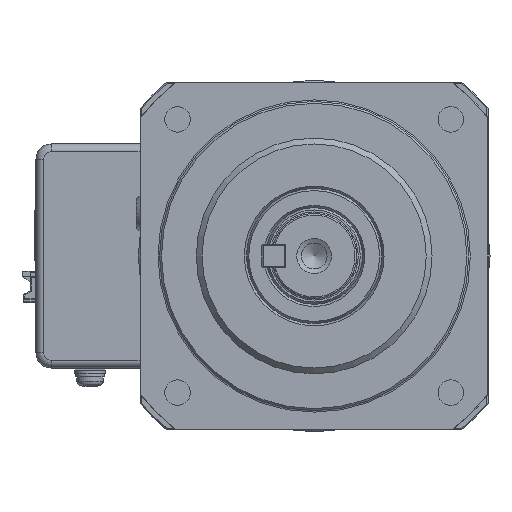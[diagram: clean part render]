
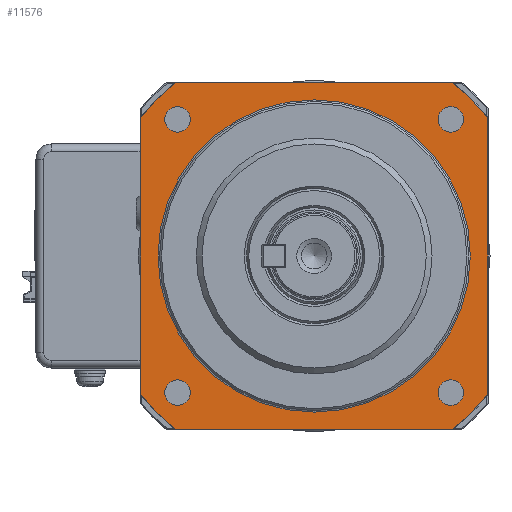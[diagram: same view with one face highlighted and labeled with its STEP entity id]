
A CAD part, left-side view. The second image highlights one B-rep face of the part: STEP entity #11576.
In plain terms, the highlighted face is planar.
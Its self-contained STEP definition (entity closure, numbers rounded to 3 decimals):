
#4047 = FACE_BOUND ( 'NONE', #113257, .T. ) ;
#4749 = CARTESIAN_POINT ( 'NONE',  ( -44.9, 35.76, 0. ) ) ;
#7276 = ORIENTED_EDGE ( 'NONE', *, *, #53880, .T. ) ;
#7544 = CARTESIAN_POINT ( 'NONE',  ( -49.39, -49.39, 0. ) ) ;
#8625 = EDGE_CURVE ( 'NONE', #60801, #60801, #56800, .T. ) ;
#8925 = CARTESIAN_POINT ( 'NONE',  ( 35.76, 44.9, 0. ) ) ;
#9054 = AXIS2_PLACEMENT_3D ( 'NONE', #174704, #65262, #160877 ) ;
#9811 = LINE ( 'NONE', #158259, #173457 ) ;
#10415 = FACE_OUTER_BOUND ( 'NONE', #159968, .T. ) ;
#11576 = ADVANCED_FACE ( 'NONE', ( #4047, #10415, #25548, #38469, #124396, #105051 ), #171198, .T. ) ;
#12229 = VERTEX_POINT ( 'NONE', #103467 ) ;
#18513 = DIRECTION ( 'NONE',  ( 1., 0., 0. ) ) ;
#21388 = ORIENTED_EDGE ( 'NONE', *, *, #142531, .F. ) ;
#22123 = DIRECTION ( 'NONE',  ( 1., 0., 0. ) ) ;
#24423 = DIRECTION ( 'NONE',  ( 0., 0., 1. ) ) ;
#25548 = FACE_BOUND ( 'NONE', #126513, .T. ) ;
#26189 = VECTOR ( 'NONE', #107039, 1000. ) ;
#30053 = CARTESIAN_POINT ( 'NONE',  ( 35.76, -44.9, 0. ) ) ;
#32066 = LINE ( 'NONE', #72621, #137375 ) ;
#32208 = VECTOR ( 'NONE', #51846, 1000. ) ;
#34129 = VERTEX_POINT ( 'NONE', #4749 ) ;
#35070 = DIRECTION ( 'NONE',  ( 0., 0., 1. ) ) ;
#35348 = CIRCLE ( 'NONE', #59193, 57.4 ) ;
#38469 = FACE_BOUND ( 'NONE', #101483, .T. ) ;
#42726 = VERTEX_POINT ( 'NONE', #91889 ) ;
#45469 = CARTESIAN_POINT ( 'NONE',  ( 44.9, -35.76, 0. ) ) ;
#45633 = DIRECTION ( 'NONE',  ( 0., -1., 0. ) ) ;
#45699 = ORIENTED_EDGE ( 'NONE', *, *, #8625, .F. ) ;
#47619 = DIRECTION ( 'NONE',  ( 1., 0., 0. ) ) ;
#48772 = CARTESIAN_POINT ( 'NONE',  ( 38.655, 35.355, 0. ) ) ;
#50074 = AXIS2_PLACEMENT_3D ( 'NONE', #141724, #168833, #18513 ) ;
#51264 = CARTESIAN_POINT ( 'NONE',  ( -49.39, -44.9, 0. ) ) ;
#51846 = DIRECTION ( 'NONE',  ( -1., 0., 0. ) ) ;
#53880 = EDGE_CURVE ( 'NONE', #135766, #135766, #121083, .T. ) ;
#56800 = CIRCLE ( 'NONE', #174269, 3.3 ) ;
#59193 = AXIS2_PLACEMENT_3D ( 'NONE', #134905, #24423, #122222 ) ;
#60801 = VERTEX_POINT ( 'NONE', #167893 ) ;
#62036 = CARTESIAN_POINT ( 'NONE',  ( 40.4, 0., 0. ) ) ;
#63124 = ORIENTED_EDGE ( 'NONE', *, *, #164020, .T. ) ;
#63632 = DIRECTION ( 'NONE',  ( 0., 0., 1. ) ) ;
#65218 = AXIS2_PLACEMENT_3D ( 'NONE', #7544, #116338, #88705 ) ;
#65262 = DIRECTION ( 'NONE',  ( 0., 0., 1. ) ) ;
#66964 = ORIENTED_EDGE ( 'NONE', *, *, #128196, .F. ) ;
#67500 = DIRECTION ( 'NONE',  ( 1., 0., 0. ) ) ;
#68979 = EDGE_CURVE ( 'NONE', #34129, #135366, #32066, .T. ) ;
#72621 = CARTESIAN_POINT ( 'NONE',  ( -44.9, -49.39, 0. ) ) ;
#73314 = AXIS2_PLACEMENT_3D ( 'NONE', #100030, #113839, #127676 ) ;
#75199 = CARTESIAN_POINT ( 'NONE',  ( 0., 0., 0. ) ) ;
#75365 = VERTEX_POINT ( 'NONE', #48772 ) ;
#75996 = CIRCLE ( 'NONE', #50074, 57.4 ) ;
#76023 = DIRECTION ( 'NONE',  ( 0., 0., 1. ) ) ;
#76288 = ORIENTED_EDGE ( 'NONE', *, *, #105823, .T. ) ;
#76780 = EDGE_CURVE ( 'NONE', #177911, #168975, #9811, .T. ) ;
#76843 = ORIENTED_EDGE ( 'NONE', *, *, #76780, .T. ) ;
#78773 = ORIENTED_EDGE ( 'NONE', *, *, #149123, .T. ) ;
#80539 = CARTESIAN_POINT ( 'NONE',  ( -32.055, -35.355, 0. ) ) ;
#82005 = LINE ( 'NONE', #51264, #26189 ) ;
#83499 = ORIENTED_EDGE ( 'NONE', *, *, #68979, .T. ) ;
#85022 = AXIS2_PLACEMENT_3D ( 'NONE', #75199, #103374, #47619 ) ;
#85914 = AXIS2_PLACEMENT_3D ( 'NONE', #103617, #76023, #89250 ) ;
#87198 = VERTEX_POINT ( 'NONE', #8925 ) ;
#88705 = DIRECTION ( 'NONE',  ( 1., 0., 0. ) ) ;
#89250 = DIRECTION ( 'NONE',  ( 1., 0., 0. ) ) ;
#90603 = ORIENTED_EDGE ( 'NONE', *, *, #96892, .T. ) ;
#91889 = CARTESIAN_POINT ( 'NONE',  ( -35.76, 44.9, 0. ) ) ;
#92631 = CARTESIAN_POINT ( 'NONE',  ( -49.39, 44.9, 0. ) ) ;
#93955 = EDGE_LOOP ( 'NONE', ( #99041 ) ) ;
#96892 = EDGE_CURVE ( 'NONE', #135366, #12229, #35348, .T. ) ;
#99041 = ORIENTED_EDGE ( 'NONE', *, *, #111398, .F. ) ;
#100030 = CARTESIAN_POINT ( 'NONE',  ( 0., 0., 0. ) ) ;
#101483 = EDGE_LOOP ( 'NONE', ( #45699 ) ) ;
#101734 = CIRCLE ( 'NONE', #73314, 57.4 ) ;
#103374 = DIRECTION ( 'NONE',  ( 0., 0., -1. ) ) ;
#103467 = CARTESIAN_POINT ( 'NONE',  ( -35.76, -44.9, 0. ) ) ;
#103617 = CARTESIAN_POINT ( 'NONE',  ( 35.355, 35.355, 0. ) ) ;
#104639 = CARTESIAN_POINT ( 'NONE',  ( -35.355, -35.355, 0. ) ) ;
#105051 = FACE_BOUND ( 'NONE', #93955, .T. ) ;
#105823 = EDGE_CURVE ( 'NONE', #12229, #149066, #82005, .T. ) ;
#107039 = DIRECTION ( 'NONE',  ( 1., 0., 0. ) ) ;
#111398 = EDGE_CURVE ( 'NONE', #122774, #122774, #174701, .T. ) ;
#113257 = EDGE_LOOP ( 'NONE', ( #7276 ) ) ;
#113839 = DIRECTION ( 'NONE',  ( 0., 0., 1. ) ) ;
#116338 = DIRECTION ( 'NONE',  ( 0., 0., 1. ) ) ;
#118789 = CARTESIAN_POINT ( 'NONE',  ( 0., 0., 0. ) ) ;
#119150 = EDGE_CURVE ( 'NONE', #149066, #177911, #101734, .T. ) ;
#119814 = EDGE_CURVE ( 'NONE', #87198, #42726, #154817, .T. ) ;
#121083 = CIRCLE ( 'NONE', #85022, 40.4 ) ;
#122083 = AXIS2_PLACEMENT_3D ( 'NONE', #118789, #63632, #22123 ) ;
#122222 = DIRECTION ( 'NONE',  ( 1., 0., 0. ) ) ;
#122774 = VERTEX_POINT ( 'NONE', #173829 ) ;
#124396 = FACE_BOUND ( 'NONE', #147131, .T. ) ;
#126513 = EDGE_LOOP ( 'NONE', ( #66964 ) ) ;
#127676 = DIRECTION ( 'NONE',  ( 1., 0., 0. ) ) ;
#128196 = EDGE_CURVE ( 'NONE', #75365, #75365, #154069, .T. ) ;
#131204 = VERTEX_POINT ( 'NONE', #80539 ) ;
#132064 = ORIENTED_EDGE ( 'NONE', *, *, #119814, .T. ) ;
#134741 = DIRECTION ( 'NONE',  ( 0., 0., 1. ) ) ;
#134905 = CARTESIAN_POINT ( 'NONE',  ( 0., 0., 0. ) ) ;
#135366 = VERTEX_POINT ( 'NONE', #136903 ) ;
#135766 = VERTEX_POINT ( 'NONE', #62036 ) ;
#136903 = CARTESIAN_POINT ( 'NONE',  ( -44.9, -35.76, 0. ) ) ;
#137375 = VECTOR ( 'NONE', #45633, 1000. ) ;
#138331 = AXIS2_PLACEMENT_3D ( 'NONE', #104639, #35070, #145006 ) ;
#141724 = CARTESIAN_POINT ( 'NONE',  ( 0., 0., 0. ) ) ;
#142531 = EDGE_CURVE ( 'NONE', #131204, #131204, #162476, .T. ) ;
#143760 = DIRECTION ( 'NONE',  ( 0., 1., 0. ) ) ;
#145006 = DIRECTION ( 'NONE',  ( 1., 0., 0. ) ) ;
#146298 = CIRCLE ( 'NONE', #122083, 57.4 ) ;
#147131 = EDGE_LOOP ( 'NONE', ( #21388 ) ) ;
#147408 = CARTESIAN_POINT ( 'NONE',  ( 35.355, -35.355, 0. ) ) ;
#149066 = VERTEX_POINT ( 'NONE', #30053 ) ;
#149123 = EDGE_CURVE ( 'NONE', #42726, #34129, #75996, .T. ) ;
#151393 = CARTESIAN_POINT ( 'NONE',  ( 44.9, 35.76, 0. ) ) ;
#154069 = CIRCLE ( 'NONE', #85914, 3.3 ) ;
#154817 = LINE ( 'NONE', #92631, #32208 ) ;
#158259 = CARTESIAN_POINT ( 'NONE',  ( 44.9, -49.39, 0. ) ) ;
#159968 = EDGE_LOOP ( 'NONE', ( #63124, #132064, #78773, #83499, #90603, #76288, #174477, #76843 ) ) ;
#160877 = DIRECTION ( 'NONE',  ( 1., 0., 0. ) ) ;
#162476 = CIRCLE ( 'NONE', #138331, 3.3 ) ;
#164020 = EDGE_CURVE ( 'NONE', #168975, #87198, #146298, .T. ) ;
#167893 = CARTESIAN_POINT ( 'NONE',  ( 38.655, -35.355, 0. ) ) ;
#168833 = DIRECTION ( 'NONE',  ( 0., 0., 1. ) ) ;
#168975 = VERTEX_POINT ( 'NONE', #151393 ) ;
#171198 = PLANE ( 'NONE',  #65218 ) ;
#173457 = VECTOR ( 'NONE', #143760, 1000. ) ;
#173829 = CARTESIAN_POINT ( 'NONE',  ( -32.055, 35.355, 0. ) ) ;
#174269 = AXIS2_PLACEMENT_3D ( 'NONE', #147408, #134741, #67500 ) ;
#174477 = ORIENTED_EDGE ( 'NONE', *, *, #119150, .T. ) ;
#174701 = CIRCLE ( 'NONE', #9054, 3.3 ) ;
#174704 = CARTESIAN_POINT ( 'NONE',  ( -35.355, 35.355, 0. ) ) ;
#177911 = VERTEX_POINT ( 'NONE', #45469 ) ;
